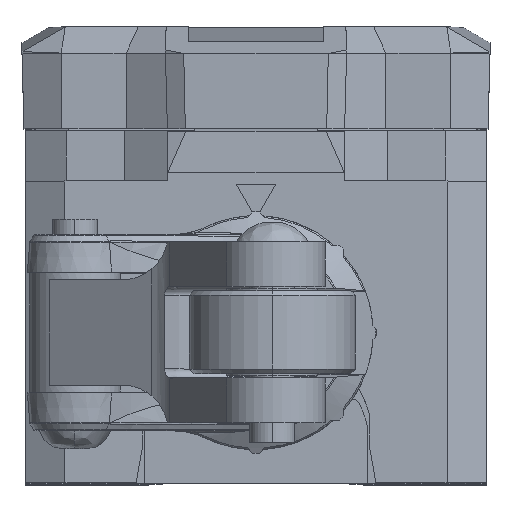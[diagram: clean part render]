
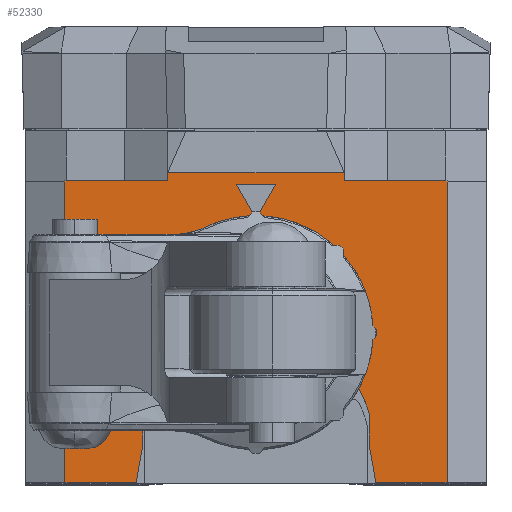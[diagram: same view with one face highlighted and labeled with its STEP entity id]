
A CAD part, top view. The second image highlights one B-rep face of the part: STEP entity #52330.
In plain terms, the highlighted planar face has unit normal (0, 0, 1).
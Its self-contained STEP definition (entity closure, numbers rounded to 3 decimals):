
#5807=CARTESIAN_POINT('',(0.,10.,2.8));
#5808=DIRECTION('',(0.,0.,1.));
#5809=DIRECTION('',(0.981,0.194,0.));
#5810=AXIS2_PLACEMENT_3D('',#5807,#5808,#5809);
#5815=DIRECTION('',(-0.035,-0.999,0.));
#5816=VECTOR('',#5815,1.501);
#5817=CARTESIAN_POINT('',(-7.603,11.5,2.8));
#5818=LINE('',#5817,#5816);
#5822=DIRECTION('',(0.035,-0.999,0.));
#5823=VECTOR('',#5822,1.501);
#5824=CARTESIAN_POINT('',(-7.656,10.,2.8));
#5825=LINE('',#5824,#5823);
#5829=CARTESIAN_POINT('',(0.,10.,2.8));
#5830=DIRECTION('',(0.,0.,1.));
#5831=DIRECTION('',(-0.981,-0.194,0.));
#5832=AXIS2_PLACEMENT_3D('',#5829,#5830,#5831);
#5837=CARTESIAN_POINT('',(0.,2.5,2.8));
#5838=DIRECTION('',(0.,0.,1.));
#5839=DIRECTION('',(-0.873,0.487,0.));
#5840=AXIS2_PLACEMENT_3D('',#5837,#5838,#5839);
#5845=DIRECTION('',(0.,1.,0.));
#5846=VECTOR('',#5845,2.092);
#5847=CARTESIAN_POINT('',(-7.5,2.55,2.8));
#5848=LINE('',#5847,#5846);
#5852=DIRECTION('',(-0.174,-0.985,0.));
#5853=VECTOR('',#5852,2.539);
#5854=CARTESIAN_POINT('',(-7.5,2.55,2.8));
#5855=LINE('',#5854,#5853);
#5859=DIRECTION('',(0.,-1.,0.));
#5860=VECTOR('',#5859,20.);
#5861=CARTESIAN_POINT('',(-12.652,20.05,2.8));
#5862=LINE('',#5861,#5860);
#5866=DIRECTION('',(0.,-1.,0.));
#5867=VECTOR('',#5866,0.534);
#5868=CARTESIAN_POINT('',(-5.85,20.584,2.8));
#5869=LINE('',#5868,#5867);
#5873=DIRECTION('',(1.,0.,0.));
#5874=VECTOR('',#5873,11.7);
#5875=CARTESIAN_POINT('',(-5.85,20.584,2.8));
#5876=LINE('',#5875,#5874);
#5880=DIRECTION('',(0.,1.,0.));
#5881=VECTOR('',#5880,0.534);
#5882=CARTESIAN_POINT('',(5.85,20.05,2.8));
#5883=LINE('',#5882,#5881);
#5887=DIRECTION('',(0.,-1.,0.));
#5888=VECTOR('',#5887,20.);
#5889=CARTESIAN_POINT('',(12.652,20.05,2.8));
#5890=LINE('',#5889,#5888);
#5894=DIRECTION('',(-0.174,0.985,0.));
#5895=VECTOR('',#5894,2.539);
#5896=CARTESIAN_POINT('',(7.941,0.05,2.8));
#5897=LINE('',#5896,#5895);
#5901=DIRECTION('',(0.,1.,0.));
#5902=VECTOR('',#5901,2.092);
#5903=CARTESIAN_POINT('',(7.5,2.55,2.8));
#5904=LINE('',#5903,#5902);
#5908=CARTESIAN_POINT('',(0.,2.5,2.8));
#5909=DIRECTION('',(0.,0.,1.));
#5910=DIRECTION('',(0.962,0.275,0.));
#5911=AXIS2_PLACEMENT_3D('',#5908,#5909,#5910);
#5916=CARTESIAN_POINT('',(0.,10.,2.8));
#5917=DIRECTION('',(0.,0.,1.));
#5918=DIRECTION('',(0.879,-0.477,0.));
#5919=AXIS2_PLACEMENT_3D('',#5916,#5917,#5918);
#5924=DIRECTION('',(0.035,0.999,0.));
#5925=VECTOR('',#5924,1.501);
#5926=CARTESIAN_POINT('',(7.603,8.5,2.8));
#5927=LINE('',#5926,#5925);
#5931=DIRECTION('',(-0.035,0.999,0.));
#5932=VECTOR('',#5931,1.501);
#5933=CARTESIAN_POINT('',(7.656,10.,2.8));
#5934=LINE('',#5933,#5932);
#5938=DIRECTION('',(0.5,-0.866,0.));
#5939=VECTOR('',#5938,2.309);
#5940=CARTESIAN_POINT('',(-1.305,19.85,2.8));
#5941=LINE('',#5940,#5939);
#5945=DIRECTION('',(1.,0.,0.));
#5946=VECTOR('',#5945,0.3);
#5947=CARTESIAN_POINT('',(-0.15,17.85,2.8));
#5948=LINE('',#5947,#5946);
#5952=DIRECTION('',(0.5,0.866,0.));
#5953=VECTOR('',#5952,2.309);
#5954=CARTESIAN_POINT('',(0.15,17.85,2.8));
#5955=LINE('',#5954,#5953);
#5959=DIRECTION('',(-1.,0.,0.));
#5960=VECTOR('',#5959,2.609);
#5961=CARTESIAN_POINT('',(1.305,19.85,2.8));
#5962=LINE('',#5961,#5960);
#9950=DIRECTION('',(1.,0.,0.));
#9951=VECTOR('',#9950,4.711);
#9952=CARTESIAN_POINT('',(7.941,0.05,2.8));
#9953=LINE('',#9952,#9951);
#10821=DIRECTION('',(1.,0.,0.));
#10822=VECTOR('',#10821,6.802);
#10823=CARTESIAN_POINT('',(5.85,20.05,2.8));
#10824=LINE('',#10823,#10822);
#11419=DIRECTION('',(1.,0.,0.));
#11420=VECTOR('',#11419,6.802);
#11421=CARTESIAN_POINT('',(-12.652,20.05,2.8));
#11422=LINE('',#11421,#11420);
#11588=DIRECTION('',(1.,0.,0.));
#11589=VECTOR('',#11588,4.711);
#11590=CARTESIAN_POINT('',(-12.652,0.05,2.8));
#11591=LINE('',#11590,#11589);
#43275=CARTESIAN_POINT('',(5.85,20.05,2.8));
#43277=VERTEX_POINT('',#43275);
#43278=CARTESIAN_POINT('',(-5.85,20.05,2.8));
#43280=VERTEX_POINT('',#43278);
#43386=CARTESIAN_POINT('',(-7.5,4.642,2.8));
#43387=VERTEX_POINT('',#43386);
#43388=CARTESIAN_POINT('',(7.5,4.642,2.8));
#43389=VERTEX_POINT('',#43388);
#43392=CARTESIAN_POINT('',(-7.941,0.05,2.8));
#43394=VERTEX_POINT('',#43392);
#43400=CARTESIAN_POINT('',(7.941,0.05,2.8));
#43402=VERTEX_POINT('',#43400);
#43408=CARTESIAN_POINT('',(-7.5,2.55,2.8));
#43409=VERTEX_POINT('',#43408);
#43410=CARTESIAN_POINT('',(7.5,2.55,2.8));
#43411=VERTEX_POINT('',#43410);
#43436=CARTESIAN_POINT('',(-1.305,19.85,2.8));
#43437=CARTESIAN_POINT('',(-0.15,17.85,2.8));
#43438=VERTEX_POINT('',#43436);
#43439=VERTEX_POINT('',#43437);
#43440=CARTESIAN_POINT('',(0.15,17.85,2.8));
#43441=VERTEX_POINT('',#43440);
#43442=CARTESIAN_POINT('',(1.305,19.85,2.8));
#43443=VERTEX_POINT('',#43442);
#43626=CARTESIAN_POINT('',(12.652,0.05,2.8));
#43628=VERTEX_POINT('',#43626);
#43630=CARTESIAN_POINT('',(12.652,20.05,2.8));
#43632=VERTEX_POINT('',#43630);
#43634=CARTESIAN_POINT('',(-12.652,0.05,2.8));
#43636=VERTEX_POINT('',#43634);
#43638=CARTESIAN_POINT('',(-12.652,20.05,2.8));
#43640=VERTEX_POINT('',#43638);
#43689=CARTESIAN_POINT('',(5.85,20.584,2.8));
#43691=VERTEX_POINT('',#43689);
#43698=CARTESIAN_POINT('',(-5.85,20.584,2.8));
#43699=VERTEX_POINT('',#43698);
#44575=CARTESIAN_POINT('',(7.603,11.5,2.8));
#44576=CARTESIAN_POINT('',(-7.603,11.5,2.8));
#44577=VERTEX_POINT('',#44575);
#44578=VERTEX_POINT('',#44576);
#44579=CARTESIAN_POINT('',(-7.603,8.5,2.8));
#44580=CARTESIAN_POINT('',(-6.811,6.302,2.8));
#44581=VERTEX_POINT('',#44579);
#44582=VERTEX_POINT('',#44580);
#44583=CARTESIAN_POINT('',(6.811,6.302,2.8));
#44584=CARTESIAN_POINT('',(7.603,8.5,2.8));
#44585=VERTEX_POINT('',#44583);
#44586=VERTEX_POINT('',#44584);
#44587=CARTESIAN_POINT('',(7.656,10.,2.8));
#44588=VERTEX_POINT('',#44587);
#44589=CARTESIAN_POINT('',(-7.656,10.,2.8));
#44590=VERTEX_POINT('',#44589);
#52271=CARTESIAN_POINT('',(-15.25,0.05,2.8));
#52272=DIRECTION('',(0.,0.,1.));
#52273=DIRECTION('',(1.,0.,0.));
#52274=AXIS2_PLACEMENT_3D('',#52271,#52272,#52273);
#52275=PLANE('',#52274);
#52277=ORIENTED_EDGE('',*,*,#52276,.T.);
#52279=ORIENTED_EDGE('',*,*,#52278,.T.);
#52281=ORIENTED_EDGE('',*,*,#52280,.T.);
#52282=ORIENTED_EDGE('',*,*,#52217,.T.);
#52284=ORIENTED_EDGE('',*,*,#52283,.T.);
#52286=ORIENTED_EDGE('',*,*,#52285,.F.);
#52288=ORIENTED_EDGE('',*,*,#52287,.T.);
#52290=ORIENTED_EDGE('',*,*,#52289,.F.);
#52292=ORIENTED_EDGE('',*,*,#52291,.F.);
#52294=ORIENTED_EDGE('',*,*,#52293,.T.);
#52296=ORIENTED_EDGE('',*,*,#52295,.F.);
#52298=ORIENTED_EDGE('',*,*,#52297,.T.);
#52300=ORIENTED_EDGE('',*,*,#52299,.F.);
#52302=ORIENTED_EDGE('',*,*,#52301,.T.);
#52304=ORIENTED_EDGE('',*,*,#52303,.T.);
#52306=ORIENTED_EDGE('',*,*,#52305,.F.);
#52308=ORIENTED_EDGE('',*,*,#52307,.T.);
#52310=ORIENTED_EDGE('',*,*,#52309,.T.);
#52312=ORIENTED_EDGE('',*,*,#52311,.T.);
#52313=ORIENTED_EDGE('',*,*,#52253,.T.);
#52315=ORIENTED_EDGE('',*,*,#52314,.T.);
#52317=ORIENTED_EDGE('',*,*,#52316,.T.);
#52318=EDGE_LOOP('',(#52277,#52279,#52281,#52282,#52284,#52286,#52288,#52290,
#52292,#52294,#52296,#52298,#52300,#52302,#52304,#52306,#52308,#52310,#52312,
#52313,#52315,#52317));
#52319=FACE_OUTER_BOUND('',#52318,.F.);
#52321=ORIENTED_EDGE('',*,*,#52320,.T.);
#52323=ORIENTED_EDGE('',*,*,#52322,.T.);
#52325=ORIENTED_EDGE('',*,*,#52324,.T.);
#52327=ORIENTED_EDGE('',*,*,#52326,.T.);
#52328=EDGE_LOOP('',(#52321,#52323,#52325,#52327));
#52329=FACE_BOUND('',#52328,.F.);
#5811=CIRCLE('',#5810,7.75);
#5833=CIRCLE('',#5832,7.75);
#5841=CIRCLE('',#5840,7.8);
#5912=CIRCLE('',#5911,7.8);
#5920=CIRCLE('',#5919,7.75);
#52217=EDGE_CURVE('',#44581,#44582,#5833,.T.);
#52253=EDGE_CURVE('',#44585,#44586,#5920,.T.);
#52276=EDGE_CURVE('',#44577,#44578,#5811,.T.);
#52278=EDGE_CURVE('',#44578,#44590,#5818,.T.);
#52280=EDGE_CURVE('',#44590,#44581,#5825,.T.);
#52283=EDGE_CURVE('',#44582,#43387,#5841,.T.);
#52285=EDGE_CURVE('',#43409,#43387,#5848,.T.);
#52287=EDGE_CURVE('',#43409,#43394,#5855,.T.);
#52289=EDGE_CURVE('',#43636,#43394,#11591,.T.);
#52291=EDGE_CURVE('',#43640,#43636,#5862,.T.);
#52293=EDGE_CURVE('',#43640,#43280,#11422,.T.);
#52295=EDGE_CURVE('',#43699,#43280,#5869,.T.);
#52297=EDGE_CURVE('',#43699,#43691,#5876,.T.);
#52299=EDGE_CURVE('',#43277,#43691,#5883,.T.);
#52301=EDGE_CURVE('',#43277,#43632,#10824,.T.);
#52303=EDGE_CURVE('',#43632,#43628,#5890,.T.);
#52305=EDGE_CURVE('',#43402,#43628,#9953,.T.);
#52307=EDGE_CURVE('',#43402,#43411,#5897,.T.);
#52309=EDGE_CURVE('',#43411,#43389,#5904,.T.);
#52311=EDGE_CURVE('',#43389,#44585,#5912,.T.);
#52314=EDGE_CURVE('',#44586,#44588,#5927,.T.);
#52316=EDGE_CURVE('',#44588,#44577,#5934,.T.);
#52320=EDGE_CURVE('',#43438,#43439,#5941,.T.);
#52322=EDGE_CURVE('',#43439,#43441,#5948,.T.);
#52324=EDGE_CURVE('',#43441,#43443,#5955,.T.);
#52326=EDGE_CURVE('',#43443,#43438,#5962,.T.);
#52330=ADVANCED_FACE('',(#52319,#52329),#52275,.T.);
